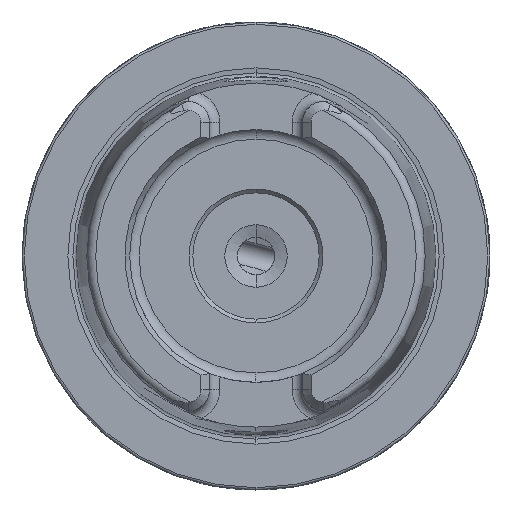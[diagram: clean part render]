
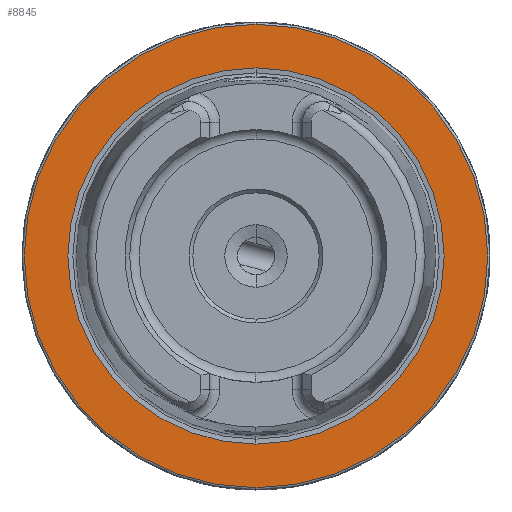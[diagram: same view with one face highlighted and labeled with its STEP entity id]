
A CAD part, left-side view. The second image highlights one B-rep face of the part: STEP entity #8845.
In plain terms, the highlighted planar face has unit normal (-1, 0, 0).
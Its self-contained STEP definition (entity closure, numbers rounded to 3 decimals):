
#90 = ORIENTED_EDGE ( 'NONE', *, *, #4820, .F. ) ;
#407 = VERTEX_POINT ( 'NONE', #6864 ) ;
#660 = CARTESIAN_POINT ( 'NONE',  ( 0., 0., 25.324 ) ) ;
#673 = CIRCLE ( 'NONE', #1624, 25.324 ) ;
#841 = ORIENTED_EDGE ( 'NONE', *, *, #11281, .T. ) ;
#1101 = DIRECTION ( 'NONE',  ( -1., 0., 0. ) ) ;
#1624 = AXIS2_PLACEMENT_3D ( 'NONE', #6670, #1101, #7561 ) ;
#1743 = DIRECTION ( 'NONE',  ( -1., 0., 0. ) ) ;
#1955 = FACE_BOUND ( 'NONE', #9273, .T. ) ;
#2183 = VERTEX_POINT ( 'NONE', #660 ) ;
#2184 = AXIS2_PLACEMENT_3D ( 'NONE', #8741, #3256, #9679 ) ;
#2369 = CARTESIAN_POINT ( 'NONE',  ( 0., 0., 0. ) ) ;
#3256 = DIRECTION ( 'NONE',  ( 1., 0., 0. ) ) ;
#3331 = DIRECTION ( 'NONE',  ( 0., 0., 1. ) ) ;
#4293 = DIRECTION ( 'NONE',  ( 0., 0., 1. ) ) ;
#4381 = CARTESIAN_POINT ( 'NONE',  ( 0., 0., 0. ) ) ;
#4744 = AXIS2_PLACEMENT_3D ( 'NONE', #4381, #4811, #4293 ) ;
#4811 = DIRECTION ( 'NONE',  ( -1., 0., 0. ) ) ;
#4820 = EDGE_CURVE ( 'NONE', #11445, #2183, #5155, .T. ) ;
#5155 = CIRCLE ( 'NONE', #4744, 25.324 ) ;
#5612 = CIRCLE ( 'NONE', #8369, 31.2 ) ;
#5644 = ORIENTED_EDGE ( 'NONE', *, *, #11744, .T. ) ;
#6483 = CARTESIAN_POINT ( 'NONE',  ( 0., 0., -25.324 ) ) ;
#6670 = CARTESIAN_POINT ( 'NONE',  ( 0., 0., 0. ) ) ;
#6864 = CARTESIAN_POINT ( 'NONE',  ( 0., 0., 31.2 ) ) ;
#7227 = CARTESIAN_POINT ( 'NONE',  ( 0., 0., -31.2 ) ) ;
#7284 = CARTESIAN_POINT ( 'NONE',  ( 0., 0., 0. ) ) ;
#7561 = DIRECTION ( 'NONE',  ( 0., 0., 1. ) ) ;
#8037 = EDGE_CURVE ( 'NONE', #2183, #11445, #673, .T. ) ;
#8214 = DIRECTION ( 'NONE',  ( 0., 0., 1. ) ) ;
#8369 = AXIS2_PLACEMENT_3D ( 'NONE', #7284, #1743, #8214 ) ;
#8421 = VERTEX_POINT ( 'NONE', #7227 ) ;
#8707 = PLANE ( 'NONE',  #2184 ) ;
#8741 = CARTESIAN_POINT ( 'NONE',  ( 0., 31.2, 0. ) ) ;
#8824 = DIRECTION ( 'NONE',  ( -1., 0., 0. ) ) ;
#8845 = ADVANCED_FACE ( 'NONE', ( #1955, #11795 ), #8707, .F. ) ;
#9273 = EDGE_LOOP ( 'NONE', ( #10794, #90 ) ) ;
#9679 = DIRECTION ( 'NONE',  ( 0., 0., -1. ) ) ;
#9947 = CIRCLE ( 'NONE', #11014, 31.2 ) ;
#10600 = EDGE_LOOP ( 'NONE', ( #841, #5644 ) ) ;
#10794 = ORIENTED_EDGE ( 'NONE', *, *, #8037, .F. ) ;
#11014 = AXIS2_PLACEMENT_3D ( 'NONE', #2369, #8824, #3331 ) ;
#11281 = EDGE_CURVE ( 'NONE', #407, #8421, #5612, .T. ) ;
#11445 = VERTEX_POINT ( 'NONE', #6483 ) ;
#11744 = EDGE_CURVE ( 'NONE', #8421, #407, #9947, .T. ) ;
#11795 = FACE_OUTER_BOUND ( 'NONE', #10600, .T. ) ;
